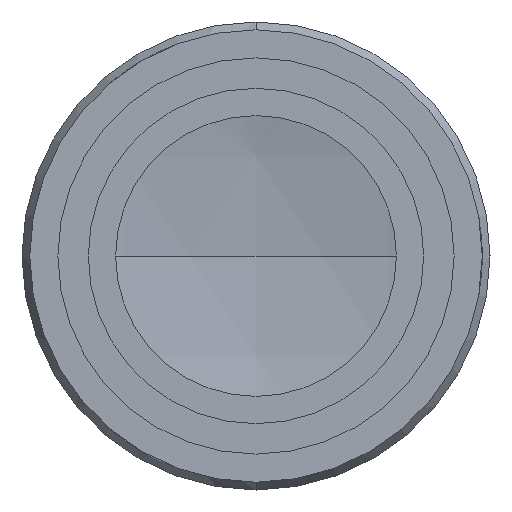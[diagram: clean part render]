
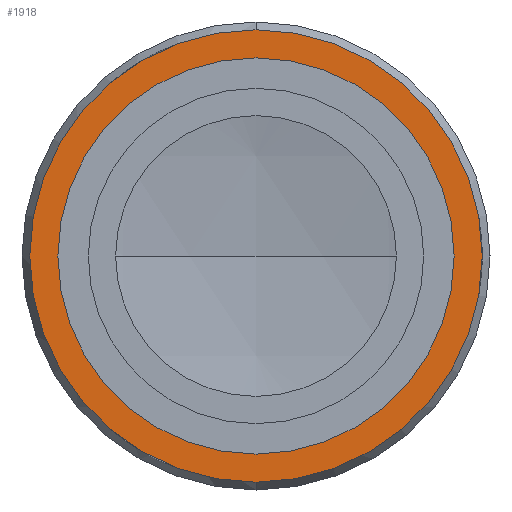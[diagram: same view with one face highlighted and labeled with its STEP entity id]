
A CAD part, front view. The second image highlights one B-rep face of the part: STEP entity #1918.
In plain terms, the highlighted planar face has unit normal (0, -1, 0).
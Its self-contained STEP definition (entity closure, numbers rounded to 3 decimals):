
#32 = DIRECTION ( 'NONE',  ( 0., 0., 1. ) ) ;
#42 = CARTESIAN_POINT ( 'NONE',  ( 0., -147.29, 0. ) ) ;
#60 = FACE_OUTER_BOUND ( 'NONE', #1447, .T. ) ;
#93 = VERTEX_POINT ( 'NONE', #1786 ) ;
#202 = EDGE_CURVE ( 'NONE', #691, #239, #726, .T. ) ;
#225 = CARTESIAN_POINT ( 'NONE',  ( 0., -147.29, -11.75 ) ) ;
#239 = VERTEX_POINT ( 'NONE', #1197 ) ;
#348 = PLANE ( 'NONE',  #678 ) ;
#357 = DIRECTION ( 'NONE',  ( 0., 1., 0. ) ) ;
#424 = DIRECTION ( 'NONE',  ( 0., 0., 1. ) ) ;
#500 = CARTESIAN_POINT ( 'NONE',  ( 14.5, -147.29, 0. ) ) ;
#568 = CARTESIAN_POINT ( 'NONE',  ( 0., -147.29, 0. ) ) ;
#612 = ORIENTED_EDGE ( 'NONE', *, *, #202, .T. ) ;
#678 = AXIS2_PLACEMENT_3D ( 'NONE', #500, #1519, #870 ) ;
#691 = VERTEX_POINT ( 'NONE', #225 ) ;
#693 = CIRCLE ( 'NONE', #1346, 14.5 ) ;
#726 = CIRCLE ( 'NONE', #1335, 11.75 ) ;
#743 = ORIENTED_EDGE ( 'NONE', *, *, #813, .F. ) ;
#808 = DIRECTION ( 'NONE',  ( 0., 1., 0. ) ) ;
#813 = EDGE_CURVE ( 'NONE', #1352, #93, #1201, .T. ) ;
#823 = EDGE_CURVE ( 'NONE', #93, #1352, #693, .T. ) ;
#870 = DIRECTION ( 'NONE',  ( 0., 0., 1. ) ) ;
#900 = CIRCLE ( 'NONE', #1148, 11.75 ) ;
#945 = ORIENTED_EDGE ( 'NONE', *, *, #823, .F. ) ;
#956 = CARTESIAN_POINT ( 'NONE',  ( 0., -147.29, 0. ) ) ;
#957 = ORIENTED_EDGE ( 'NONE', *, *, #1036, .T. ) ;
#980 = CARTESIAN_POINT ( 'NONE',  ( 0., -147.29, 14.5 ) ) ;
#1036 = EDGE_CURVE ( 'NONE', #239, #691, #900, .T. ) ;
#1144 = DIRECTION ( 'NONE',  ( 0., 0., 1. ) ) ;
#1148 = AXIS2_PLACEMENT_3D ( 'NONE', #568, #357, #424 ) ;
#1197 = CARTESIAN_POINT ( 'NONE',  ( 0., -147.29, 11.75 ) ) ;
#1201 = CIRCLE ( 'NONE', #1432, 14.5 ) ;
#1318 = DIRECTION ( 'NONE',  ( 0., 1., 0. ) ) ;
#1330 = CARTESIAN_POINT ( 'NONE',  ( 0., -147.29, 0. ) ) ;
#1335 = AXIS2_PLACEMENT_3D ( 'NONE', #1330, #1496, #1749 ) ;
#1346 = AXIS2_PLACEMENT_3D ( 'NONE', #42, #1318, #32 ) ;
#1352 = VERTEX_POINT ( 'NONE', #980 ) ;
#1432 = AXIS2_PLACEMENT_3D ( 'NONE', #956, #808, #1144 ) ;
#1447 = EDGE_LOOP ( 'NONE', ( #743, #945 ) ) ;
#1496 = DIRECTION ( 'NONE',  ( 0., 1., 0. ) ) ;
#1519 = DIRECTION ( 'NONE',  ( 0., 1., 0. ) ) ;
#1557 = EDGE_LOOP ( 'NONE', ( #957, #612 ) ) ;
#1663 = FACE_BOUND ( 'NONE', #1557, .T. ) ;
#1749 = DIRECTION ( 'NONE',  ( 0., 0., 1. ) ) ;
#1786 = CARTESIAN_POINT ( 'NONE',  ( 0., -147.29, -14.5 ) ) ;
#1918 = ADVANCED_FACE ( 'NONE', ( #60, #1663 ), #348, .F. ) ;
